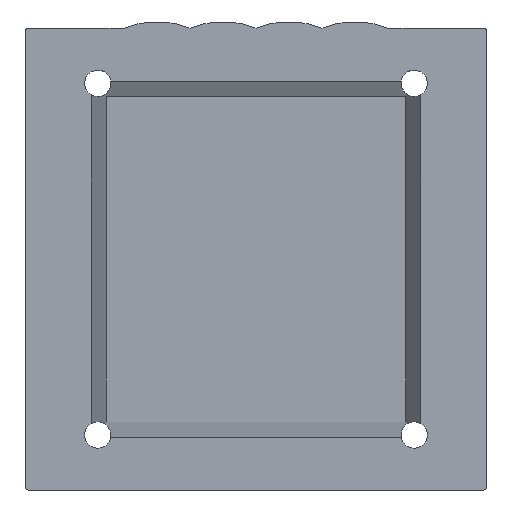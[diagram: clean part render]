
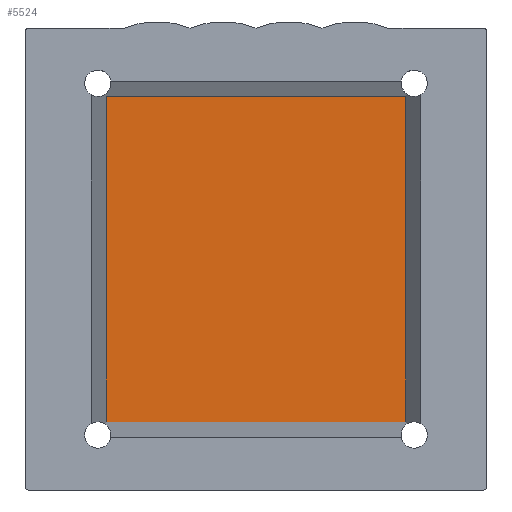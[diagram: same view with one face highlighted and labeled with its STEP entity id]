
A CAD part, front view. The second image highlights one B-rep face of the part: STEP entity #5524.
In plain terms, the highlighted planar face has unit normal (0, -1, 0).
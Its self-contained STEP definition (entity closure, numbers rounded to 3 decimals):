
#649=ORIENTED_EDGE('',*,*,#1503,.F.);
#650=ORIENTED_EDGE('',*,*,#1506,.F.);
#651=ORIENTED_EDGE('',*,*,#1498,.F.);
#652=ORIENTED_EDGE('',*,*,#1491,.F.);
#1491=EDGE_CURVE('',#2041,#2042,#2430,.F.);
#1498=EDGE_CURVE('',#2042,#2044,#2434,.F.);
#1503=EDGE_CURVE('',#2051,#2041,#2437,.F.);
#1506=EDGE_CURVE('',#2044,#2051,#2439,.F.);
#2041=VERTEX_POINT('',#7495);
#2042=VERTEX_POINT('',#7497);
#2044=VERTEX_POINT('',#7503);
#2051=VERTEX_POINT('',#7519);
#2430=LINE('',#7496,#2736);
#2434=LINE('',#7510,#2740);
#2437=LINE('',#7520,#2743);
#2439=LINE('',#7526,#2745);
#2736=VECTOR('',#6221,1000.);
#2740=VECTOR('',#6233,1000.);
#2743=VECTOR('',#6242,1000.);
#2745=VECTOR('',#6248,1000.);
#3091=EDGE_LOOP('',(#649,#650,#651,#652));
#3419=FACE_BOUND('',#3091,.T.);
#3718=PLANE('',#5832);
#5524=ADVANCED_FACE('',(#3419),#3718,.F.);
#5832=AXIS2_PLACEMENT_3D('',#7825,#6526,#6527);
#6221=DIRECTION('',(-1.,0.,0.));
#6233=DIRECTION('',(0.,0.,1.));
#6242=DIRECTION('',(0.,0.,-1.));
#6248=DIRECTION('',(1.,0.,0.));
#6526=DIRECTION('',(0.,1.,0.));
#6527=DIRECTION('',(0.,0.,1.));
#7495=CARTESIAN_POINT('',(-22.708,13.,24.708));
#7496=CARTESIAN_POINT('',(-25.,13.,24.708));
#7497=CARTESIAN_POINT('',(22.708,13.,24.708));
#7503=CARTESIAN_POINT('',(22.708,13.,-24.708));
#7510=CARTESIAN_POINT('',(22.708,13.,27.));
#7519=CARTESIAN_POINT('',(-22.708,13.,-24.708));
#7520=CARTESIAN_POINT('',(-22.708,13.,-27.));
#7526=CARTESIAN_POINT('',(25.,13.,-24.708));
#7825=CARTESIAN_POINT('',(0.,13.,0.));
